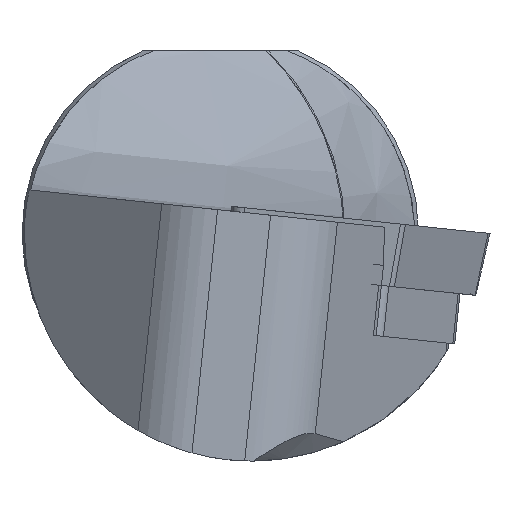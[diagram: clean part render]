
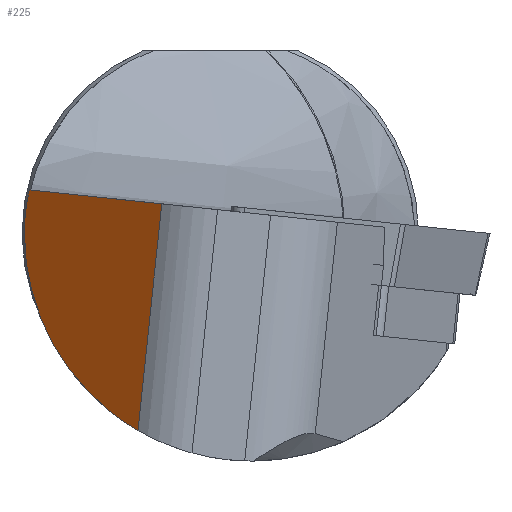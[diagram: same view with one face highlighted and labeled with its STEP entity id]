
A CAD part, left-side view. The second image highlights one B-rep face of the part: STEP entity #225.
In plain terms, the highlighted planar face has unit normal (-0.707, 0.703, 0.074).
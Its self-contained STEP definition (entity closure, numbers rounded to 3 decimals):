
#225=ADVANCED_FACE('',(#304),#276,.F.);
#276=PLANE('',#1088);
#304=FACE_OUTER_BOUND('',#356,.T.);
#356=EDGE_LOOP('',(#476,#477,#478,#479));
#404=ELLIPSE('',#1086,17.466,12.35);
#405=ELLIPSE('',#1087,20.294,14.35);
#476=ORIENTED_EDGE('',*,*,#811,.F.);
#477=ORIENTED_EDGE('',*,*,#835,.T.);
#478=ORIENTED_EDGE('',*,*,#836,.T.);
#479=ORIENTED_EDGE('',*,*,#837,.F.);
#715=VERTEX_POINT('',#1485);
#716=VERTEX_POINT('',#1487);
#733=VERTEX_POINT('',#2470);
#734=VERTEX_POINT('',#2472);
#811=EDGE_CURVE('',#715,#716,#945,.T.);
#835=EDGE_CURVE('',#715,#733,#404,.T.);
#836=EDGE_CURVE('',#733,#734,#405,.T.);
#837=EDGE_CURVE('',#716,#734,#954,.T.);
#945=LINE('',#1486,#1013);
#954=LINE('',#2473,#1022);
#1013=VECTOR('',#1196,1.);
#1022=VECTOR('',#1239,1.);
#1086=AXIS2_PLACEMENT_3D('',#2469,#1235,#1236);
#1087=AXIS2_PLACEMENT_3D('',#2471,#1237,#1238);
#1088=AXIS2_PLACEMENT_3D('',#2474,#1240,#1241);
#1196=DIRECTION('',(-0.707,-0.703,-0.074));
#1235=DIRECTION('',(-0.707,0.703,0.074));
#1236=DIRECTION('',(0.707,0.703,0.074));
#1237=DIRECTION('',(-0.707,0.703,0.074));
#1238=DIRECTION('',(0.707,0.703,0.074));
#1239=DIRECTION('',(0.,0.105,-0.995));
#1240=DIRECTION('',(0.707,-0.703,-0.074));
#1241=DIRECTION('',(0.705,0.709,0.));
#1485=CARTESIAN_POINT('',(9.864,12.041,2.743));
#1486=CARTESIAN_POINT('',(1.464,3.688,1.865));
#1487=CARTESIAN_POINT('',(1.464,3.688,1.865));
#2469=CARTESIAN_POINT('',(-2.399,0.,0.));
#2470=CARTESIAN_POINT('',(9.884,12.35,0.));
#2471=CARTESIAN_POINT('',(-4.388,-2.,0.));
#2472=CARTESIAN_POINT('',(1.464,5.19,-12.419));
#2473=CARTESIAN_POINT('',(1.464,6.793,-27.672));
#2474=CARTESIAN_POINT('',(1.464,6.793,-27.672));
